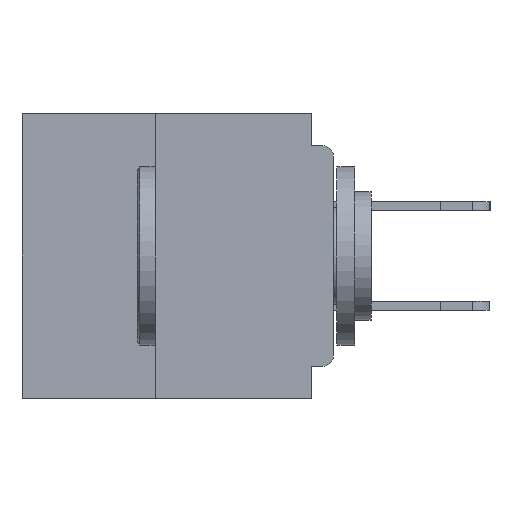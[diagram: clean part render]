
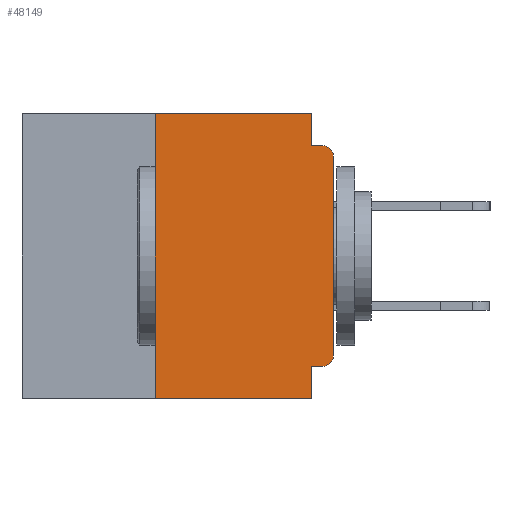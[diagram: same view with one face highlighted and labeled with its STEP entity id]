
A CAD part, left-side view. The second image highlights one B-rep face of the part: STEP entity #48149.
In plain terms, the highlighted planar face has unit normal (-1, 0, 0).
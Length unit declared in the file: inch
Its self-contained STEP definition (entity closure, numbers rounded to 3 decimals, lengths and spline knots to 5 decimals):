
#667 = VERTEX_POINT ( 'NONE', #17221 ) ;
#793 = CIRCLE ( 'NONE', #46828, 0.015 ) ;
#3968 = DIRECTION ( 'NONE',  ( 0., 0., -1. ) ) ;
#4716 = VERTEX_POINT ( 'NONE', #13041 ) ;
#5169 = CARTESIAN_POINT ( 'NONE',  ( 0., 0.437, 0. ) ) ;
#5542 = ORIENTED_EDGE ( 'NONE', *, *, #48796, .F. ) ;
#6252 = EDGE_CURVE ( 'NONE', #4716, #667, #28805, .T. ) ;
#6262 = ORIENTED_EDGE ( 'NONE', *, *, #37980, .F. ) ;
#6919 = ORIENTED_EDGE ( 'NONE', *, *, #7194, .F. ) ;
#6974 = ORIENTED_EDGE ( 'NONE', *, *, #27176, .T. ) ;
#7194 = EDGE_CURVE ( 'NONE', #667, #15847, #48171, .T. ) ;
#10154 = CARTESIAN_POINT ( 'NONE',  ( 0., 0.015, -0.355 ) ) ;
#11182 = LINE ( 'NONE', #53811, #21548 ) ;
#11309 = EDGE_CURVE ( 'NONE', #44285, #26121, #793, .T. ) ;
#12316 = DIRECTION ( 'NONE',  ( 0., 1., 0. ) ) ;
#12440 = ORIENTED_EDGE ( 'NONE', *, *, #43891, .F. ) ;
#13041 = CARTESIAN_POINT ( 'NONE',  ( 0., 0.25, 0. ) ) ;
#13089 = ORIENTED_EDGE ( 'NONE', *, *, #11309, .T. ) ;
#13959 = VECTOR ( 'NONE', #41964, 39.37008 ) ;
#15015 = FACE_OUTER_BOUND ( 'NONE', #31941, .T. ) ;
#15156 = CARTESIAN_POINT ( 'NONE',  ( 0., 0., 0. ) ) ;
#15637 = DIRECTION ( 'NONE',  ( 0., 0., -1. ) ) ;
#15847 = VERTEX_POINT ( 'NONE', #23137 ) ;
#16165 = AXIS2_PLACEMENT_3D ( 'NONE', #25897, #25519, #3968 ) ;
#16574 = ORIENTED_EDGE ( 'NONE', *, *, #40934, .T. ) ;
#16751 = CARTESIAN_POINT ( 'NONE',  ( 0., 0.015, -0.045 ) ) ;
#17221 = CARTESIAN_POINT ( 'NONE',  ( 0., 0.031, 0. ) ) ;
#19531 = CARTESIAN_POINT ( 'NONE',  ( 0., 0.015, -0.34 ) ) ;
#20011 = ORIENTED_EDGE ( 'NONE', *, *, #6252, .F. ) ;
#20272 = CARTESIAN_POINT ( 'NONE',  ( 0., 0.25, -0.4 ) ) ;
#21482 = PLANE ( 'NONE',  #16165 ) ;
#21548 = VECTOR ( 'NONE', #36247, 39.37008 ) ;
#22698 = DIRECTION ( 'NONE',  ( 0., -1., 0. ) ) ;
#22971 = CARTESIAN_POINT ( 'NONE',  ( 0., 0.437, -0.4 ) ) ;
#23137 = CARTESIAN_POINT ( 'NONE',  ( 0., 0.031, -0.045 ) ) ;
#23481 = VERTEX_POINT ( 'NONE', #32884 ) ;
#23996 = DIRECTION ( 'NONE',  ( 0., 0., -1. ) ) ;
#24044 = DIRECTION ( 'NONE',  ( -1., 0., 0. ) ) ;
#24887 = ORIENTED_EDGE ( 'NONE', *, *, #26094, .F. ) ;
#25519 = DIRECTION ( 'NONE',  ( 1., 0., 0. ) ) ;
#25714 = LINE ( 'NONE', #15156, #13959 ) ;
#25897 = CARTESIAN_POINT ( 'NONE',  ( 0., 0.437, 0. ) ) ;
#26001 = LINE ( 'NONE', #35315, #48239 ) ;
#26094 = EDGE_CURVE ( 'NONE', #44333, #23481, #29302, .T. ) ;
#26121 = VERTEX_POINT ( 'NONE', #16751 ) ;
#27176 = EDGE_CURVE ( 'NONE', #44333, #47669, #53484, .T. ) ;
#27376 = DIRECTION ( 'NONE',  ( 0., -1., 0. ) ) ;
#28805 = LINE ( 'NONE', #5169, #40690 ) ;
#29129 = DIRECTION ( 'NONE',  ( 0., 0., 1. ) ) ;
#29302 = LINE ( 'NONE', #34438, #39811 ) ;
#31941 = EDGE_LOOP ( 'NONE', ( #53284, #13089, #5542, #6919, #20011, #12440, #16574, #6262, #24887, #6974 ) ) ;
#32884 = CARTESIAN_POINT ( 'NONE',  ( 0., 0.031, -0.355 ) ) ;
#34438 = CARTESIAN_POINT ( 'NONE',  ( 0., 0., -0.355 ) ) ;
#35315 = CARTESIAN_POINT ( 'NONE',  ( 0., 0., -0.045 ) ) ;
#35778 = VECTOR ( 'NONE', #27376, 39.37008 ) ;
#35912 = CARTESIAN_POINT ( 'NONE',  ( 0., 0., -0.34 ) ) ;
#36247 = DIRECTION ( 'NONE',  ( 0., 0., -1. ) ) ;
#36401 = VECTOR ( 'NONE', #15637, 39.37008 ) ;
#37167 = LINE ( 'NONE', #22971, #35778 ) ;
#37790 = CARTESIAN_POINT ( 'NONE',  ( 0., 0.031, 0. ) ) ;
#37980 = EDGE_CURVE ( 'NONE', #23481, #41763, #11182, .T. ) ;
#39776 = DIRECTION ( 'NONE',  ( 0., -1., 0. ) ) ;
#39811 = VECTOR ( 'NONE', #12316, 39.37008 ) ;
#40690 = VECTOR ( 'NONE', #22698, 39.37008 ) ;
#40803 = CARTESIAN_POINT ( 'NONE',  ( 0., 0., -0.06 ) ) ;
#40934 = EDGE_CURVE ( 'NONE', #42429, #41763, #37167, .T. ) ;
#41763 = VERTEX_POINT ( 'NONE', #42104 ) ;
#41964 = DIRECTION ( 'NONE',  ( 0., 0., 1. ) ) ;
#42104 = CARTESIAN_POINT ( 'NONE',  ( 0., 0.031, -0.4 ) ) ;
#42429 = VERTEX_POINT ( 'NONE', #20272 ) ;
#43127 = VECTOR ( 'NONE', #29129, 39.37008 ) ;
#43891 = EDGE_CURVE ( 'NONE', #42429, #4716, #54875, .T. ) ;
#44285 = VERTEX_POINT ( 'NONE', #40803 ) ;
#44333 = VERTEX_POINT ( 'NONE', #10154 ) ;
#45453 = EDGE_CURVE ( 'NONE', #47669, #44285, #25714, .T. ) ;
#46809 = CARTESIAN_POINT ( 'NONE',  ( 0., 0.25, -0.4 ) ) ;
#46828 = AXIS2_PLACEMENT_3D ( 'NONE', #50590, #24044, #55024 ) ;
#47669 = VERTEX_POINT ( 'NONE', #35912 ) ;
#48149 = ADVANCED_FACE ( 'NONE', ( #15015 ), #21482, .F. ) ;
#48171 = LINE ( 'NONE', #37790, #36401 ) ;
#48239 = VECTOR ( 'NONE', #39776, 39.37008 ) ;
#48796 = EDGE_CURVE ( 'NONE', #15847, #26121, #26001, .T. ) ;
#50547 = DIRECTION ( 'NONE',  ( -1., 0., 0. ) ) ;
#50590 = CARTESIAN_POINT ( 'NONE',  ( 0., 0.015, -0.06 ) ) ;
#51403 = AXIS2_PLACEMENT_3D ( 'NONE', #19531, #50547, #23996 ) ;
#53284 = ORIENTED_EDGE ( 'NONE', *, *, #45453, .T. ) ;
#53484 = CIRCLE ( 'NONE', #51403, 0.015 ) ;
#53811 = CARTESIAN_POINT ( 'NONE',  ( 0., 0.031, -0.4 ) ) ;
#54875 = LINE ( 'NONE', #46809, #43127 ) ;
#55024 = DIRECTION ( 'NONE',  ( 0., 0., -1. ) ) ;
